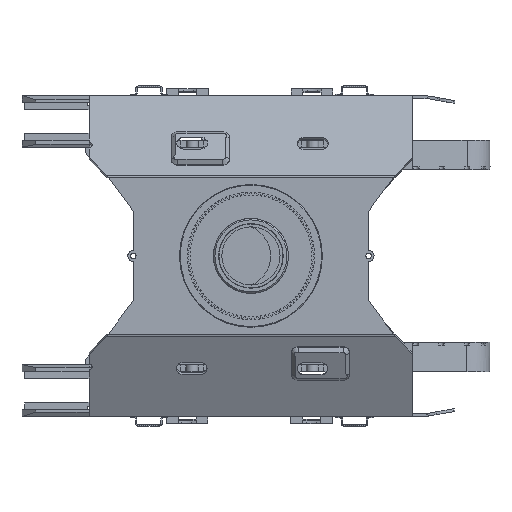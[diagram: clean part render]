
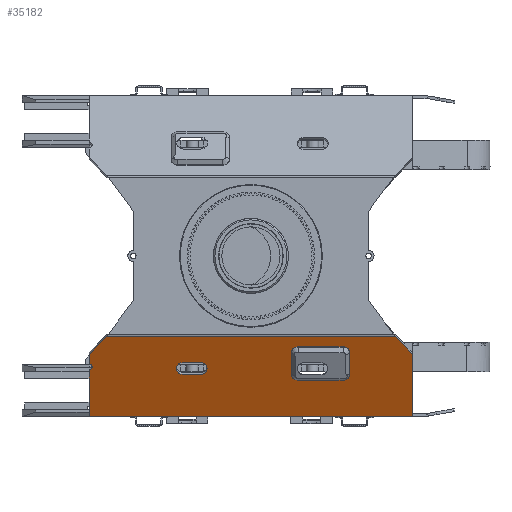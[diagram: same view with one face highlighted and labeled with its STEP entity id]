
A CAD part, top view. The second image highlights one B-rep face of the part: STEP entity #35182.
In plain terms, the highlighted planar face has unit normal (0, -0.462, 0.887).
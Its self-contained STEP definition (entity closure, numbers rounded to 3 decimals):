
#702=FACE_BOUND('',#4353,.T.);
#703=FACE_BOUND('',#4354,.T.);
#2434=FACE_OUTER_BOUND('',#4352,.T.);
#4352=EDGE_LOOP('',(#31735,#31736,#31737,#31738,#31739,#31740,#31741,#31742));
#4353=EDGE_LOOP('',(#31743,#31744,#31745,#31746,#31747,#31748,#31749,#31750));
#4354=EDGE_LOOP('',(#31751,#31752,#31753,#31754));
#5233=CIRCLE('',#36905,5.);
#5235=CIRCLE('',#36908,5.);
#5237=CIRCLE('',#36911,5.);
#5239=CIRCLE('',#36914,5.);
#5422=CIRCLE('',#37861,5.);
#5441=CIRCLE('',#38008,2.5);
#5442=CIRCLE('',#38009,5.);
#7541=LINE('',#53701,#11593);
#7545=LINE('',#53710,#11597);
#7549=LINE('',#53719,#11601);
#7553=LINE('',#53728,#11605);
#7719=LINE('',#54185,#11771);
#9421=LINE('',#57906,#13473);
#9422=LINE('',#57907,#13474);
#9423=LINE('',#57909,#13475);
#9424=LINE('',#57911,#13476);
#9425=LINE('',#57913,#13477);
#9426=LINE('',#57914,#13478);
#9427=LINE('',#57916,#13479);
#9428=LINE('',#57918,#13480);
#11593=VECTOR('',#43440,10.);
#11597=VECTOR('',#43446,10.);
#11601=VECTOR('',#43452,10.);
#11605=VECTOR('',#43458,10.);
#11771=VECTOR('',#43942,1000.);
#13473=VECTOR('',#47552,1000.);
#13474=VECTOR('',#47553,1000.);
#13475=VECTOR('',#47554,1000.);
#13476=VECTOR('',#47555,1000.);
#13477=VECTOR('',#47556,1000.);
#13478=VECTOR('',#47557,1000.);
#13479=VECTOR('',#47558,1000.);
#13480=VECTOR('',#47559,1000.);
#15631=VERTEX_POINT('',#53694);
#15634=VERTEX_POINT('',#53699);
#15635=VERTEX_POINT('',#53703);
#15638=VERTEX_POINT('',#53708);
#15639=VERTEX_POINT('',#53712);
#15642=VERTEX_POINT('',#53717);
#15643=VERTEX_POINT('',#53721);
#15646=VERTEX_POINT('',#53726);
#15763=VERTEX_POINT('',#54182);
#15764=VERTEX_POINT('',#54184);
#16660=VERTEX_POINT('',#57306);
#16661=VERTEX_POINT('',#57308);
#16827=VERTEX_POINT('',#57902);
#16828=VERTEX_POINT('',#57903);
#16829=VERTEX_POINT('',#57905);
#16830=VERTEX_POINT('',#57908);
#16831=VERTEX_POINT('',#57910);
#16832=VERTEX_POINT('',#57912);
#16833=VERTEX_POINT('',#57915);
#16834=VERTEX_POINT('',#57917);
#19759=EDGE_CURVE('',#15631,#15634,#7541,.T.);
#19763=EDGE_CURVE('',#15635,#15638,#7545,.T.);
#19767=EDGE_CURVE('',#15639,#15642,#7549,.T.);
#19771=EDGE_CURVE('',#15643,#15646,#7553,.T.);
#19785=EDGE_CURVE('',#15634,#15643,#5233,.T.);
#19787=EDGE_CURVE('',#15646,#15639,#5235,.T.);
#19789=EDGE_CURVE('',#15638,#15631,#5237,.T.);
#19791=EDGE_CURVE('',#15642,#15635,#5239,.T.);
#19994=EDGE_CURVE('',#15763,#15764,#7719,.T.);
#21568=EDGE_CURVE('',#16660,#16661,#5422,.T.);
#21869=EDGE_CURVE('',#16827,#16828,#5441,.T.);
#21870=EDGE_CURVE('',#16829,#16827,#9421,.T.);
#21871=EDGE_CURVE('',#16829,#15764,#9422,.T.);
#21872=EDGE_CURVE('',#16830,#15763,#9423,.T.);
#21873=EDGE_CURVE('',#16830,#16831,#9424,.T.);
#21874=EDGE_CURVE('',#16832,#16831,#9425,.T.);
#21875=EDGE_CURVE('',#16828,#16832,#9426,.T.);
#21876=EDGE_CURVE('',#16661,#16833,#9427,.T.);
#21877=EDGE_CURVE('',#16660,#16834,#9428,.T.);
#21878=EDGE_CURVE('',#16833,#16834,#5442,.T.);
#31735=ORIENTED_EDGE('',*,*,#21869,.F.);
#31736=ORIENTED_EDGE('',*,*,#21870,.F.);
#31737=ORIENTED_EDGE('',*,*,#21871,.T.);
#31738=ORIENTED_EDGE('',*,*,#19994,.F.);
#31739=ORIENTED_EDGE('',*,*,#21872,.F.);
#31740=ORIENTED_EDGE('',*,*,#21873,.T.);
#31741=ORIENTED_EDGE('',*,*,#21874,.F.);
#31742=ORIENTED_EDGE('',*,*,#21875,.F.);
#31743=ORIENTED_EDGE('',*,*,#19771,.T.);
#31744=ORIENTED_EDGE('',*,*,#19787,.T.);
#31745=ORIENTED_EDGE('',*,*,#19767,.T.);
#31746=ORIENTED_EDGE('',*,*,#19791,.T.);
#31747=ORIENTED_EDGE('',*,*,#19763,.T.);
#31748=ORIENTED_EDGE('',*,*,#19789,.T.);
#31749=ORIENTED_EDGE('',*,*,#19759,.T.);
#31750=ORIENTED_EDGE('',*,*,#19785,.T.);
#31751=ORIENTED_EDGE('',*,*,#21876,.F.);
#31752=ORIENTED_EDGE('',*,*,#21568,.F.);
#31753=ORIENTED_EDGE('',*,*,#21877,.T.);
#31754=ORIENTED_EDGE('',*,*,#21878,.F.);
#33426=PLANE('',#38007);
#35182=ADVANCED_FACE('',(#2434,#702,#703),#33426,.T.);
#36905=AXIS2_PLACEMENT_3D('',#53754,#43483,#43484);
#36908=AXIS2_PLACEMENT_3D('',#53757,#43489,#43490);
#36911=AXIS2_PLACEMENT_3D('',#53760,#43495,#43496);
#36914=AXIS2_PLACEMENT_3D('',#53763,#43501,#43502);
#37861=AXIS2_PLACEMENT_3D('',#57309,#46975,#46976);
#38007=AXIS2_PLACEMENT_3D('',#57901,#47548,#47549);
#38008=AXIS2_PLACEMENT_3D('',#57904,#47550,#47551);
#38009=AXIS2_PLACEMENT_3D('',#57919,#47560,#47561);
#43440=DIRECTION('',(1.,0.,0.));
#43446=DIRECTION('',(0.,0.887,0.462));
#43452=DIRECTION('',(-1.,0.,0.));
#43458=DIRECTION('',(0.,-0.887,-0.462));
#43483=DIRECTION('center_axis',(0.,0.462,
-0.887));
#43484=DIRECTION('ref_axis',(-1.,0.,0.));
#43489=DIRECTION('center_axis',(0.,0.462,
-0.887));
#43490=DIRECTION('ref_axis',(1.,0.,0.));
#43495=DIRECTION('center_axis',(0.,0.462,
-0.887));
#43496=DIRECTION('ref_axis',(1.,0.,0.));
#43501=DIRECTION('center_axis',(0.,0.462,
-0.887));
#43502=DIRECTION('ref_axis',(-1.,0.,0.));
#43942=DIRECTION('',(0.,-0.887,-0.462));
#46975=DIRECTION('center_axis',(0.,-0.462,
0.887));
#46976=DIRECTION('ref_axis',(0.,-0.887,-0.462));
#47548=DIRECTION('center_axis',(0.,-0.462,
0.887));
#47549=DIRECTION('ref_axis',(0.,-0.887,-0.462));
#47550=DIRECTION('center_axis',(0.,-0.462,
0.887));
#47551=DIRECTION('ref_axis',(0.,-0.887,-0.462));
#47552=DIRECTION('',(0.,0.887,0.462));
#47553=DIRECTION('',(1.,0.,0.));
#47554=DIRECTION('',(0.646,-0.677,-0.353));
#47555=DIRECTION('',(-1.,0.,0.));
#47556=DIRECTION('',(0.646,0.677,0.353));
#47557=DIRECTION('',(0.,0.887,0.462));
#47558=DIRECTION('',(1.,0.,0.));
#47559=DIRECTION('',(1.,0.,0.));
#47560=DIRECTION('center_axis',(0.,-0.462,
0.887));
#47561=DIRECTION('ref_axis',(0.,-0.887,-0.462));
#53694=CARTESIAN_POINT('',(34.75,-66.765,-9.097));
#53699=CARTESIAN_POINT('',(67.75,-66.765,-9.097));
#53701=CARTESIAN_POINT('',(25.625,-66.765,-9.097));
#53703=CARTESIAN_POINT('',(29.75,-86.723,-19.486));
#53708=CARTESIAN_POINT('',(29.75,-71.2,-11.406));
#53710=CARTESIAN_POINT('',(29.75,-46.393,1.508));
#53712=CARTESIAN_POINT('',(67.75,-91.158,-21.795));
#53717=CARTESIAN_POINT('',(34.75,-91.158,-21.795));
#53719=CARTESIAN_POINT('',(25.625,-91.158,-21.795));
#53721=CARTESIAN_POINT('',(72.75,-71.2,-11.406));
#53726=CARTESIAN_POINT('',(72.75,-86.723,-19.486));
#53728=CARTESIAN_POINT('',(72.75,-46.393,1.508));
#53754=CARTESIAN_POINT('Origin',(67.75,-71.2,-11.406));
#53757=CARTESIAN_POINT('Origin',(67.75,-86.723,-19.486));
#53760=CARTESIAN_POINT('Origin',(34.75,-71.2,-11.406));
#53763=CARTESIAN_POINT('Origin',(34.75,-86.723,-19.486));
#54182=CARTESIAN_POINT('',(118.75,-72.259,-11.957));
#54184=CARTESIAN_POINT('',(118.75,-118.233,-35.89));
#54185=CARTESIAN_POINT('',(118.75,-119.618,-36.611));
#57306=CARTESIAN_POINT('',(-49.75,-78.296,-15.1));
#57308=CARTESIAN_POINT('',(-49.75,-87.166,-19.717));
#57309=CARTESIAN_POINT('Origin',(-49.75,-82.731,-17.409));
#57901=CARTESIAN_POINT('Origin',(0.,-13.825,
18.462));
#57902=CARTESIAN_POINT('',(-118.75,-83.745,-17.936));
#57903=CARTESIAN_POINT('',(-118.75,-79.4,-15.674));
#57904=CARTESIAN_POINT('Origin',(-119.25,-81.573,-16.805));
#57905=CARTESIAN_POINT('',(-118.75,-118.233,-35.89));
#57906=CARTESIAN_POINT('',(-118.75,-59.065,-5.089));
#57907=CARTESIAN_POINT('',(-122.405,-118.233,-35.89));
#57908=CARTESIAN_POINT('',(106.329,-59.225,-5.172));
#57909=CARTESIAN_POINT('',(104.87,-57.695,-4.376));
#57910=CARTESIAN_POINT('',(-106.329,-59.225,-5.172));
#57911=CARTESIAN_POINT('',(0.,-59.225,-5.172));
#57912=CARTESIAN_POINT('',(-118.75,-72.259,-11.957));
#57913=CARTESIAN_POINT('',(-104.87,-57.695,-4.376));
#57914=CARTESIAN_POINT('',(-118.75,-59.065,-5.089));
#57915=CARTESIAN_POINT('',(-37.25,-87.166,-19.717));
#57916=CARTESIAN_POINT('',(0.,-87.166,-19.717));
#57917=CARTESIAN_POINT('',(-37.25,-78.296,-15.1));
#57918=CARTESIAN_POINT('',(0.,-78.296,-15.1));
#57919=CARTESIAN_POINT('Origin',(-37.25,-82.731,-17.409));
